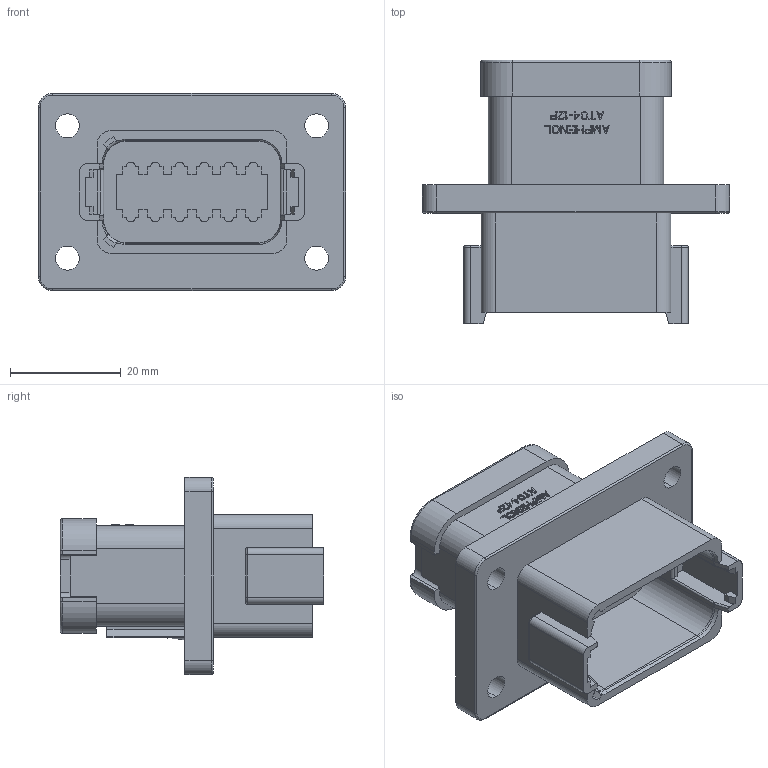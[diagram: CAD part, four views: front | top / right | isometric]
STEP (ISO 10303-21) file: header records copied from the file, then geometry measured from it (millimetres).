
FILE_DESCRIPTION((''),'2;1');
FILE_NAME('PL000229-B','2019-01-09T',('Administrator'),(''),'PRO/ENGINEER BY PARAMETRIC TECHNOLOGY CORPORATION, 2016360','PRO/ENGINEER BY PARAMETRIC TECHNOLOGY CORPORATION, 2016360','');
FILE_SCHEMA(('CONFIG_CONTROL_DESIGN'));
Length unit declared in the file: millimetre
Products named in the file (1): PL000229-B
Bounding box: 55.4 x 47.6 x 35.56 mm (x, y, z)
Volume: 26208.2 mm3; surface area: 11775.4 mm2
Topology: 1 solids, 1 shells, 1275 faces, 3574 edges, 2360 vertices
Faces by surface type: plane 1113, cylinder 104, torus 26, bspline 12, extrusion 11, cone 7, sphere 2
Entity records: 40991 total; most frequent: CARTESIAN_POINT 8037, ORIENTED_EDGE 7148, DIRECTION 6251, EDGE_CURVE 3574, VECTOR 3269, LINE 3258, VERTEX_POINT 2360, AXIS2_PLACEMENT_3D 1491
